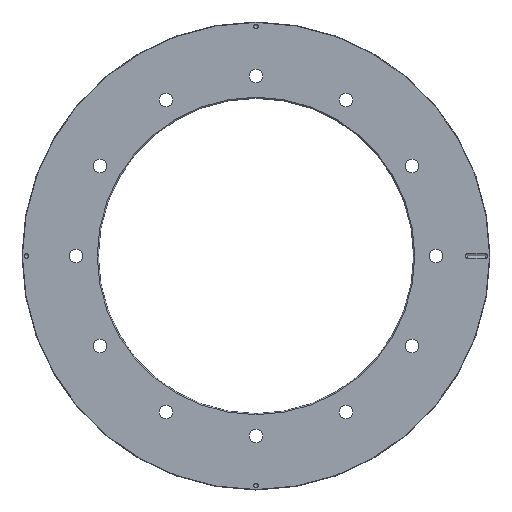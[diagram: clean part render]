
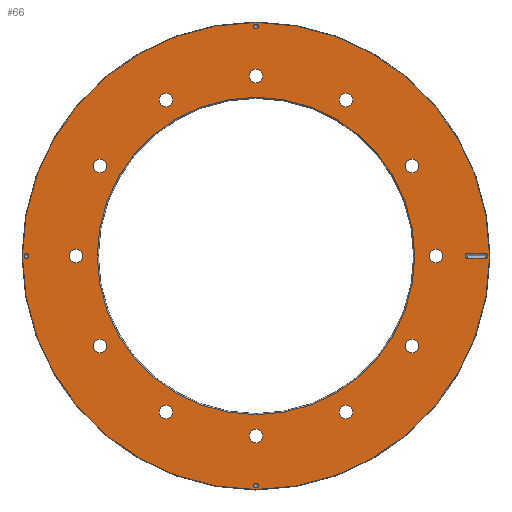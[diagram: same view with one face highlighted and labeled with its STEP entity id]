
A CAD part, top view. The second image highlights one B-rep face of the part: STEP entity #66.
In plain terms, the highlighted planar face has unit normal (0, 0, 1).
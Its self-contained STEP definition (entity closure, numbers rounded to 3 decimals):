
#66=ADVANCED_FACE('',(#119,#120,#121,#122,#123,#124,#125,#126,#127,#128,
#129,#130,#131,#132,#133,#134,#135,#136),#96,.T.);
#96=PLANE('',#534);
#102=LINE('',#775,#109);
#103=LINE('',#779,#110);
#109=VECTOR('',#618,1.);
#110=VECTOR('',#621,1.);
#116=B_SPLINE_CURVE_WITH_KNOTS('',3,(#762,#763,#764,#765),.UNSPECIFIED.,
 .F.,.F.,(4,4),(0.,1.),.UNSPECIFIED.);
#117=B_SPLINE_CURVE_WITH_KNOTS('',3,(#770,#771,#772,#773),.UNSPECIFIED.,
 .F.,.F.,(4,4),(0.,1.),.UNSPECIFIED.);
#119=FACE_BOUND('',#199,.T.);
#120=FACE_BOUND('',#200,.T.);
#121=FACE_BOUND('',#201,.T.);
#122=FACE_BOUND('',#202,.T.);
#123=FACE_BOUND('',#203,.T.);
#124=FACE_BOUND('',#204,.T.);
#125=FACE_BOUND('',#205,.T.);
#126=FACE_BOUND('',#206,.T.);
#127=FACE_BOUND('',#207,.T.);
#128=FACE_BOUND('',#208,.T.);
#129=FACE_BOUND('',#209,.T.);
#130=FACE_BOUND('',#210,.T.);
#131=FACE_BOUND('',#211,.T.);
#132=FACE_BOUND('',#212,.T.);
#133=FACE_BOUND('',#213,.T.);
#134=FACE_BOUND('',#214,.T.);
#135=FACE_BOUND('',#215,.T.);
#136=FACE_BOUND('',#216,.T.);
#199=EDGE_LOOP('',(#279));
#200=EDGE_LOOP('',(#280));
#201=EDGE_LOOP('',(#281));
#202=EDGE_LOOP('',(#282));
#203=EDGE_LOOP('',(#283));
#204=EDGE_LOOP('',(#284));
#205=EDGE_LOOP('',(#285));
#206=EDGE_LOOP('',(#286));
#207=EDGE_LOOP('',(#287));
#208=EDGE_LOOP('',(#288));
#209=EDGE_LOOP('',(#289));
#210=EDGE_LOOP('',(#290));
#211=EDGE_LOOP('',(#291));
#212=EDGE_LOOP('',(#292));
#213=EDGE_LOOP('',(#293));
#214=EDGE_LOOP('',(#294,#295,#296,#297,#298,#299));
#215=EDGE_LOOP('',(#300));
#216=EDGE_LOOP('',(#301));
#279=ORIENTED_EDGE('',*,*,#426,.T.);
#280=ORIENTED_EDGE('',*,*,#427,.T.);
#281=ORIENTED_EDGE('',*,*,#428,.T.);
#282=ORIENTED_EDGE('',*,*,#429,.T.);
#283=ORIENTED_EDGE('',*,*,#430,.T.);
#284=ORIENTED_EDGE('',*,*,#431,.T.);
#285=ORIENTED_EDGE('',*,*,#432,.T.);
#286=ORIENTED_EDGE('',*,*,#433,.T.);
#287=ORIENTED_EDGE('',*,*,#434,.T.);
#288=ORIENTED_EDGE('',*,*,#435,.T.);
#289=ORIENTED_EDGE('',*,*,#436,.T.);
#290=ORIENTED_EDGE('',*,*,#437,.T.);
#291=ORIENTED_EDGE('',*,*,#438,.T.);
#292=ORIENTED_EDGE('',*,*,#439,.T.);
#293=ORIENTED_EDGE('',*,*,#440,.T.);
#294=ORIENTED_EDGE('',*,*,#441,.T.);
#295=ORIENTED_EDGE('',*,*,#442,.T.);
#296=ORIENTED_EDGE('',*,*,#443,.T.);
#297=ORIENTED_EDGE('',*,*,#444,.T.);
#298=ORIENTED_EDGE('',*,*,#445,.T.);
#299=ORIENTED_EDGE('',*,*,#446,.F.);
#300=ORIENTED_EDGE('',*,*,#447,.T.);
#301=ORIENTED_EDGE('',*,*,#448,.T.);
#377=VERTEX_POINT('',#733);
#378=VERTEX_POINT('',#735);
#379=VERTEX_POINT('',#737);
#380=VERTEX_POINT('',#739);
#381=VERTEX_POINT('',#741);
#382=VERTEX_POINT('',#743);
#383=VERTEX_POINT('',#745);
#384=VERTEX_POINT('',#747);
#385=VERTEX_POINT('',#749);
#386=VERTEX_POINT('',#751);
#387=VERTEX_POINT('',#753);
#388=VERTEX_POINT('',#755);
#389=VERTEX_POINT('',#757);
#390=VERTEX_POINT('',#759);
#391=VERTEX_POINT('',#761);
#392=VERTEX_POINT('',#766);
#393=VERTEX_POINT('',#767);
#394=VERTEX_POINT('',#769);
#395=VERTEX_POINT('',#774);
#396=VERTEX_POINT('',#776);
#397=VERTEX_POINT('',#778);
#398=VERTEX_POINT('',#781);
#399=VERTEX_POINT('',#783);
#426=EDGE_CURVE('',#377,#377,#475,.T.);
#427=EDGE_CURVE('',#378,#378,#476,.T.);
#428=EDGE_CURVE('',#379,#379,#477,.T.);
#429=EDGE_CURVE('',#380,#380,#478,.T.);
#430=EDGE_CURVE('',#381,#381,#479,.T.);
#431=EDGE_CURVE('',#382,#382,#480,.T.);
#432=EDGE_CURVE('',#383,#383,#481,.T.);
#433=EDGE_CURVE('',#384,#384,#482,.T.);
#434=EDGE_CURVE('',#385,#385,#483,.T.);
#435=EDGE_CURVE('',#386,#386,#484,.T.);
#436=EDGE_CURVE('',#387,#387,#485,.T.);
#437=EDGE_CURVE('',#388,#388,#486,.T.);
#438=EDGE_CURVE('',#389,#389,#487,.T.);
#439=EDGE_CURVE('',#390,#390,#488,.T.);
#440=EDGE_CURVE('',#391,#391,#489,.T.);
#441=EDGE_CURVE('',#392,#393,#116,.T.);
#442=EDGE_CURVE('',#393,#394,#490,.T.);
#443=EDGE_CURVE('',#394,#395,#117,.T.);
#444=EDGE_CURVE('',#395,#396,#102,.T.);
#445=EDGE_CURVE('',#396,#397,#491,.T.);
#446=EDGE_CURVE('',#392,#397,#103,.T.);
#447=EDGE_CURVE('',#398,#398,#492,.T.);
#448=EDGE_CURVE('',#399,#399,#493,.T.);
#475=CIRCLE('',#515,1.);
#476=CIRCLE('',#516,70.753);
#477=CIRCLE('',#517,104.105);
#478=CIRCLE('',#518,3.);
#479=CIRCLE('',#519,3.);
#480=CIRCLE('',#520,3.);
#481=CIRCLE('',#521,3.);
#482=CIRCLE('',#522,3.);
#483=CIRCLE('',#523,3.);
#484=CIRCLE('',#524,3.);
#485=CIRCLE('',#525,3.);
#486=CIRCLE('',#526,3.);
#487=CIRCLE('',#527,3.);
#488=CIRCLE('',#528,3.);
#489=CIRCLE('',#529,3.);
#490=CIRCLE('',#530,1.);
#491=CIRCLE('',#531,1.);
#492=CIRCLE('',#532,1.);
#493=CIRCLE('',#533,1.);
#515=AXIS2_PLACEMENT_3D('',#732,#586,#587);
#516=AXIS2_PLACEMENT_3D('',#734,#588,#589);
#517=AXIS2_PLACEMENT_3D('',#736,#590,#591);
#518=AXIS2_PLACEMENT_3D('',#738,#592,#593);
#519=AXIS2_PLACEMENT_3D('',#740,#594,#595);
#520=AXIS2_PLACEMENT_3D('',#742,#596,#597);
#521=AXIS2_PLACEMENT_3D('',#744,#598,#599);
#522=AXIS2_PLACEMENT_3D('',#746,#600,#601);
#523=AXIS2_PLACEMENT_3D('',#748,#602,#603);
#524=AXIS2_PLACEMENT_3D('',#750,#604,#605);
#525=AXIS2_PLACEMENT_3D('',#752,#606,#607);
#526=AXIS2_PLACEMENT_3D('',#754,#608,#609);
#527=AXIS2_PLACEMENT_3D('',#756,#610,#611);
#528=AXIS2_PLACEMENT_3D('',#758,#612,#613);
#529=AXIS2_PLACEMENT_3D('',#760,#614,#615);
#530=AXIS2_PLACEMENT_3D('',#768,#616,#617);
#531=AXIS2_PLACEMENT_3D('',#777,#619,#620);
#532=AXIS2_PLACEMENT_3D('',#780,#622,#623);
#533=AXIS2_PLACEMENT_3D('',#782,#624,#625);
#534=AXIS2_PLACEMENT_3D('',#784,#626,#627);
#586=DIRECTION('',(0.,0.,-1.));
#587=DIRECTION('',(0.,-1.,0.));
#588=DIRECTION('',(0.,0.,-1.));
#589=DIRECTION('',(1.,0.,0.));
#590=DIRECTION('',(0.,0.,1.));
#591=DIRECTION('',(1.,0.,0.));
#592=DIRECTION('',(0.,0.,-1.));
#593=DIRECTION('',(-0.866,0.5,0.));
#594=DIRECTION('',(0.,0.,-1.));
#595=DIRECTION('',(-0.5,0.866,0.));
#596=DIRECTION('',(0.,0.,-1.));
#597=DIRECTION('',(0.,1.,0.));
#598=DIRECTION('',(0.,0.,-1.));
#599=DIRECTION('',(0.5,0.866,0.));
#600=DIRECTION('',(0.,0.,-1.));
#601=DIRECTION('',(0.866,0.5,0.));
#602=DIRECTION('',(0.,0.,-1.));
#603=DIRECTION('',(1.,0.,0.));
#604=DIRECTION('',(0.,0.,-1.));
#605=DIRECTION('',(0.866,-0.5,0.));
#606=DIRECTION('',(0.,0.,-1.));
#607=DIRECTION('',(0.5,-0.866,0.));
#608=DIRECTION('',(0.,0.,-1.));
#609=DIRECTION('',(0.,-1.,0.));
#610=DIRECTION('',(0.,0.,-1.));
#611=DIRECTION('',(-0.5,-0.866,0.));
#612=DIRECTION('',(0.,0.,-1.));
#613=DIRECTION('',(-0.866,-0.5,0.));
#614=DIRECTION('',(0.,0.,-1.));
#615=DIRECTION('',(-1.,0.,0.));
#616=DIRECTION('',(0.,0.,-1.));
#617=DIRECTION('',(-1.,0.,0.));
#618=DIRECTION('',(1.,0.,0.));
#619=DIRECTION('',(0.,0.,-1.));
#620=DIRECTION('',(-1.,0.,0.));
#621=DIRECTION('',(1.,0.,0.));
#622=DIRECTION('',(0.,0.,-1.));
#623=DIRECTION('',(-1.,0.,0.));
#624=DIRECTION('',(0.,0.,-1.));
#625=DIRECTION('',(1.,0.,0.));
#626=DIRECTION('',(0.,0.,1.));
#627=DIRECTION('',(1.,0.,0.));
#732=CARTESIAN_POINT('',(-102.305,0.,10.));
#733=CARTESIAN_POINT('',(-102.305,-1.,10.));
#734=CARTESIAN_POINT('',(0.,0.,10.));
#735=CARTESIAN_POINT('',(70.753,0.,10.));
#736=CARTESIAN_POINT('',(0.,0.,10.));
#737=CARTESIAN_POINT('',(104.105,0.,10.));
#738=CARTESIAN_POINT('',(69.499,-40.125,10.));
#739=CARTESIAN_POINT('',(66.9,-38.625,10.));
#740=CARTESIAN_POINT('',(40.125,-69.499,10.));
#741=CARTESIAN_POINT('',(38.625,-66.9,10.));
#742=CARTESIAN_POINT('',(0.,-80.25,10.));
#743=CARTESIAN_POINT('',(0.,-77.25,10.));
#744=CARTESIAN_POINT('',(-40.125,-69.499,10.));
#745=CARTESIAN_POINT('',(-38.625,-66.9,10.));
#746=CARTESIAN_POINT('',(-69.499,-40.125,10.));
#747=CARTESIAN_POINT('',(-66.9,-38.625,10.));
#748=CARTESIAN_POINT('',(-80.25,0.,10.));
#749=CARTESIAN_POINT('',(-77.25,0.,10.));
#750=CARTESIAN_POINT('',(-69.499,40.125,10.));
#751=CARTESIAN_POINT('',(-66.9,38.625,10.));
#752=CARTESIAN_POINT('',(-40.125,69.499,10.));
#753=CARTESIAN_POINT('',(-38.625,66.9,10.));
#754=CARTESIAN_POINT('',(0.,80.25,10.));
#755=CARTESIAN_POINT('',(0.,77.25,10.));
#756=CARTESIAN_POINT('',(40.125,69.499,10.));
#757=CARTESIAN_POINT('',(38.625,66.9,10.));
#758=CARTESIAN_POINT('',(69.499,40.125,10.));
#759=CARTESIAN_POINT('',(66.9,38.625,10.));
#760=CARTESIAN_POINT('',(80.25,0.,10.));
#761=CARTESIAN_POINT('',(77.25,0.,10.));
#762=CARTESIAN_POINT('',(94.305,-1.,10.));
#763=CARTESIAN_POINT('',(94.303,-1.,10.));
#764=CARTESIAN_POINT('',(94.302,-1.,10.));
#765=CARTESIAN_POINT('',(94.3,-1.,10.));
#766=CARTESIAN_POINT('',(94.305,-1.,10.));
#767=CARTESIAN_POINT('',(94.3,-1.,10.));
#768=CARTESIAN_POINT('',(94.305,0.,10.));
#769=CARTESIAN_POINT('',(94.3,1.,10.));
#770=CARTESIAN_POINT('',(94.3,1.,10.));
#771=CARTESIAN_POINT('',(94.302,1.,10.));
#772=CARTESIAN_POINT('',(94.303,1.,10.));
#773=CARTESIAN_POINT('',(94.305,1.,10.));
#774=CARTESIAN_POINT('',(94.305,1.,10.));
#775=CARTESIAN_POINT('',(94.3,1.,10.));
#776=CARTESIAN_POINT('',(102.3,1.,10.));
#777=CARTESIAN_POINT('',(102.305,0.,10.));
#778=CARTESIAN_POINT('',(102.3,-1.,10.));
#779=CARTESIAN_POINT('',(94.3,-1.,10.));
#780=CARTESIAN_POINT('',(0.,102.305,10.));
#781=CARTESIAN_POINT('',(-1.,102.305,10.));
#782=CARTESIAN_POINT('',(0.,-102.305,10.));
#783=CARTESIAN_POINT('',(1.,-102.305,10.));
#784=CARTESIAN_POINT('',(0.,0.,10.));
